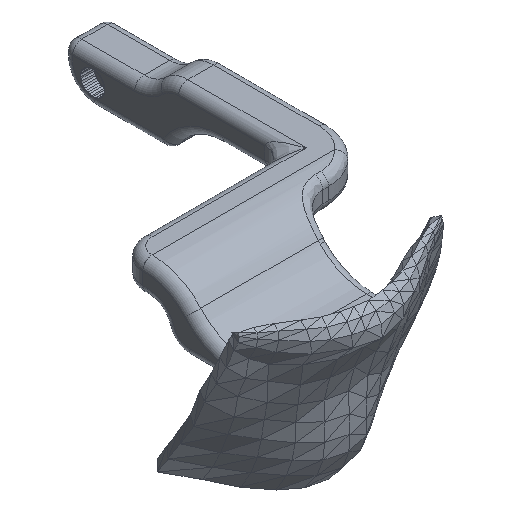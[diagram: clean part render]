
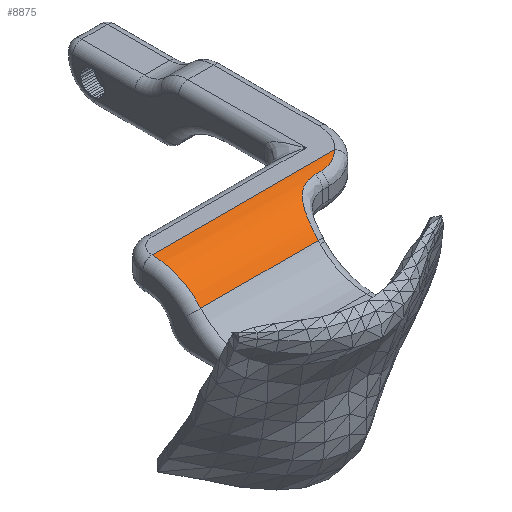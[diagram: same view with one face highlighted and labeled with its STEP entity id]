
A CAD part, isometric view. The second image highlights one B-rep face of the part: STEP entity #8875.
In plain terms, the highlighted cylindrical face has radius 14.455 mm (diameter 28.91 mm), a partial arc.
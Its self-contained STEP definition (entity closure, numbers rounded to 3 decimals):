
#1314=FACE_OUTER_BOUND('',#2004,.T.);
#2004=EDGE_LOOP('',(#8049,#8050,#8051,#8052,#8053,#8054));
#2180=CIRCLE('',#9742,14.455);
#2209=LINE('',#12608,#3178);
#2222=LINE('',#12709,#3191);
#3157=LINE('',#14905,#4126);
#3178=VECTOR('',#9872,14.455);
#3191=VECTOR('',#9921,14.);
#4126=VECTOR('',#12418,14.);
#4134=B_SPLINE_CURVE_WITH_KNOTS('',3,(#12589,#12590,#12591,#12592,#12593),
 .UNSPECIFIED.,.F.,.F.,(4,1,4),(0.,0.346,
0.606),.UNSPECIFIED.);
#4136=B_SPLINE_CURVE_WITH_KNOTS('',3,(#14906,#14907,#14908,#14909,#14910,
#14911,#14912),.UNSPECIFIED.,.F.,.F.,(4,1,1,1,4),(-0.964,-0.706,
-0.447,-0.188,-0.059),.UNSPECIFIED.);
#4167=VERTEX_POINT('',#12551);
#4169=VERTEX_POINT('',#12581);
#4173=VERTEX_POINT('',#12606);
#4191=VERTEX_POINT('',#12708);
#4622=VERTEX_POINT('',#14896);
#4623=VERTEX_POINT('',#14904);
#4668=EDGE_CURVE('',#4167,#4169,#4134,.T.);
#4676=EDGE_CURVE('',#4167,#4173,#2209,.T.);
#4701=EDGE_CURVE('',#4169,#4191,#2222,.T.);
#5770=EDGE_CURVE('',#4622,#4173,#2180,.T.);
#5774=EDGE_CURVE('',#4623,#4622,#3157,.T.);
#5775=EDGE_CURVE('',#4191,#4623,#4136,.T.);
#8049=ORIENTED_EDGE('',*,*,#4668,.F.);
#8050=ORIENTED_EDGE('',*,*,#4676,.T.);
#8051=ORIENTED_EDGE('',*,*,#5770,.F.);
#8052=ORIENTED_EDGE('',*,*,#5774,.F.);
#8053=ORIENTED_EDGE('',*,*,#5775,.F.);
#8054=ORIENTED_EDGE('',*,*,#4701,.F.);
#8200=CYLINDRICAL_SURFACE('',#9747,14.455);
#8875=ADVANCED_FACE('',(#1314),#8200,.T.);
#9742=AXIS2_PLACEMENT_3D('',#14898,#12406,#12407);
#9747=AXIS2_PLACEMENT_3D('',#14903,#12416,#12417);
#9872=DIRECTION('',(-1.,0.,0.));
#9921=DIRECTION('',(-1.,0.,0.));
#12406=DIRECTION('center_axis',(-1.,0.,0.));
#12407=DIRECTION('ref_axis',(0.,-0.412,0.911));
#12416=DIRECTION('center_axis',(-1.,0.,0.));
#12417=DIRECTION('ref_axis',(0.,-0.947,0.322));
#12418=DIRECTION('',(-1.,0.,0.));
#12551=CARTESIAN_POINT('',(-89.97,-37.154,21.25));
#12581=CARTESIAN_POINT('',(-95.517,-39.602,21.041));
#12589=CARTESIAN_POINT('Ctrl Pts',(-89.97,-37.154,
21.25));
#12590=CARTESIAN_POINT('Ctrl Pts',(-90.837,-38.046,
21.25));
#12591=CARTESIAN_POINT('Ctrl Pts',(-92.631,-39.233,
21.111));
#12592=CARTESIAN_POINT('Ctrl Pts',(-94.651,-39.602,
21.041));
#12593=CARTESIAN_POINT('Ctrl Pts',(-95.517,-39.602,
21.041));
#12606=CARTESIAN_POINT('',(-130.708,-37.154,21.25));
#12608=CARTESIAN_POINT('',(-117.606,-37.154,21.25));
#12708=CARTESIAN_POINT('',(-96.804,-39.602,21.041));
#12709=CARTESIAN_POINT('',(-117.606,-39.602,21.041));
#14896=CARTESIAN_POINT('',(-130.708,-48.001,16.35));
#14898=CARTESIAN_POINT('Origin',(-130.708,-37.154,6.795));
#14903=CARTESIAN_POINT('Origin',(-117.606,-37.154,6.795));
#14904=CARTESIAN_POINT('',(-104.486,-48.001,16.35));
#14905=CARTESIAN_POINT('',(-117.606,-48.001,16.35));
#14906=CARTESIAN_POINT('Ctrl Pts',(-96.804,-39.602,
21.041));
#14907=CARTESIAN_POINT('Ctrl Pts',(-98.011,-39.602,
21.041));
#14908=CARTESIAN_POINT('Ctrl Pts',(-100.429,-40.274,
20.955));
#14909=CARTESIAN_POINT('Ctrl Pts',(-103.221,-43.092,
20.143));
#14910=CARTESIAN_POINT('Ctrl Pts',(-104.285,-46.028,
18.368));
#14911=CARTESIAN_POINT('Ctrl Pts',(-104.459,-47.534,
16.88));
#14912=CARTESIAN_POINT('Ctrl Pts',(-104.486,-48.001,16.35));
